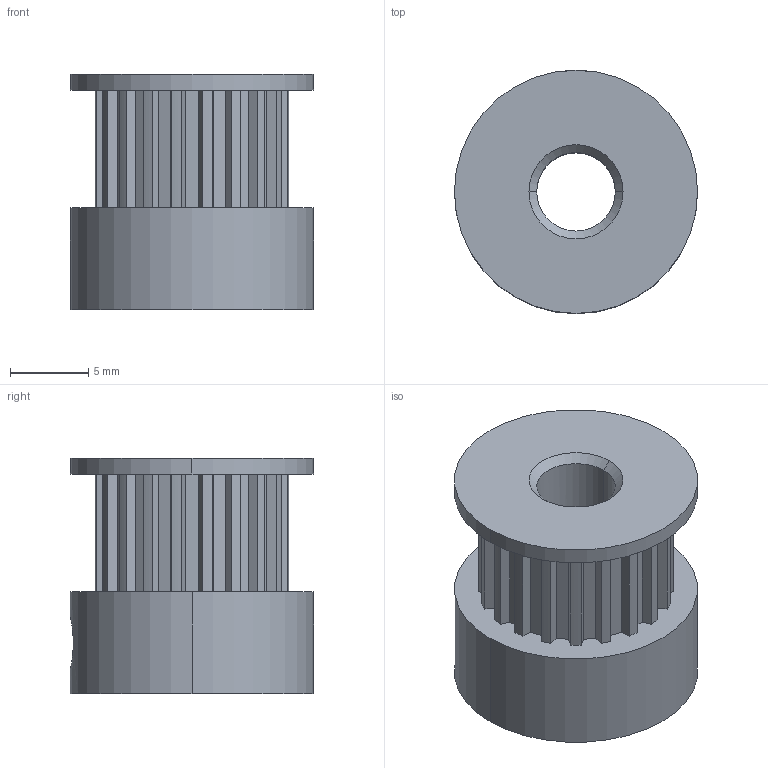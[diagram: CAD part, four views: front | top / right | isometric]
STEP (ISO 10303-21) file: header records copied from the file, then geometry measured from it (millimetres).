
FILE_DESCRIPTION (( 'STEP AP214' ), '1' );
FILE_NAME ('1165-B.STEP', '2016-03-16T09:46:04', ( '' ), ( '' ), 'SwSTEP 2.0', 'SolidWorks 2015', '' );
FILE_SCHEMA (( 'AUTOMOTIVE_DESIGN' ));
Length unit declared in the file: millimetre
Products named in the file (1): 1165-B
Bounding box: 15.5 x 15.5 x 15 mm (x, y, z)
Volume: 1883.2 mm3; surface area: 1541.6 mm2
Topology: 1 solids, 1 shells, 96 faces, 272 edges, 180 vertices
Faces by surface type: plane 64, cylinder 28, cone 4
Entity records: 3256 total; most frequent: CARTESIAN_POINT 649, ORIENTED_EDGE 544, DIRECTION 518, EDGE_CURVE 272, LINE 212, VECTOR 212, VERTEX_POINT 180, AXIS2_PLACEMENT_3D 153
